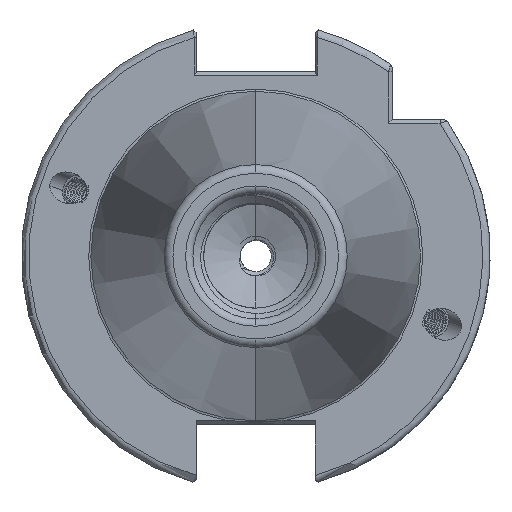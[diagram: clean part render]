
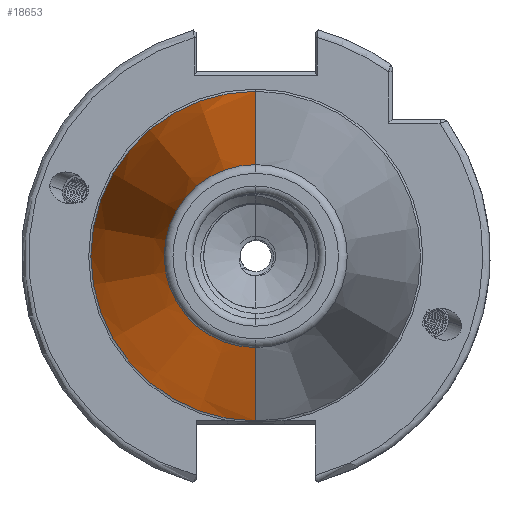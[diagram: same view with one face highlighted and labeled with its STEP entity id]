
A CAD part, left-side view. The second image highlights one B-rep face of the part: STEP entity #18653.
In plain terms, the highlighted conical face has half-angle 8.297 degrees and reference radius 22.692 mm.
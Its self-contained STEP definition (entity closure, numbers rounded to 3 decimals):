
#913 = DIRECTION ( 'NONE',  ( 1., 0., 0. ) ) ;
#916 = CARTESIAN_POINT ( 'NONE',  ( 0., 0., 0. ) ) ;
#920 = DIRECTION ( 'NONE',  ( 0., 0., -1. ) ) ;
#6275 = ORIENTED_EDGE ( 'NONE', *, *, #10371, .F. ) ;
#6284 = ORIENTED_EDGE ( 'NONE', *, *, #18237, .T. ) ;
#6309 = ORIENTED_EDGE ( 'NONE', *, *, #10355, .F. ) ;
#6310 = ORIENTED_EDGE ( 'NONE', *, *, #10324, .T. ) ;
#8198 = CARTESIAN_POINT ( 'NONE',  ( -2.5, 0., -22.327 ) ) ;
#9264 = LINE ( 'NONE', #11944, #9273 ) ;
#9273 = VECTOR ( 'NONE', #11890, 1000. ) ;
#10293 = AXIS2_PLACEMENT_3D ( 'NONE', #12165, #12129, #12154 ) ;
#10324 = EDGE_CURVE ( 'NONE', #17574, #18125, #9264, .T. ) ;
#10355 = EDGE_CURVE ( 'NONE', #17670, #19057, #12905, .T. ) ;
#10371 = EDGE_CURVE ( 'NONE', #19057, #18125, #12932, .T. ) ;
#11890 = DIRECTION ( 'NONE',  ( 0.99, 0., 0.144 ) ) ;
#11944 = CARTESIAN_POINT ( 'NONE',  ( 0., 0., 22.692 ) ) ;
#12069 = DIRECTION ( 'NONE',  ( 0.99, 0., -0.144 ) ) ;
#12073 = CARTESIAN_POINT ( 'NONE',  ( 0., 0., -22.692 ) ) ;
#12129 = DIRECTION ( 'NONE',  ( 1., 0., 0. ) ) ;
#12154 = DIRECTION ( 'NONE',  ( 0., 0., -1. ) ) ;
#12165 = CARTESIAN_POINT ( 'NONE',  ( -2.5, 0., 0. ) ) ;
#12231 = CARTESIAN_POINT ( 'NONE',  ( -70.573, 0., 12.4 ) ) ;
#12241 = CARTESIAN_POINT ( 'NONE',  ( -70.573, 0., -12.4 ) ) ;
#12905 = LINE ( 'NONE', #12073, #12918 ) ;
#12918 = VECTOR ( 'NONE', #12069, 1000. ) ;
#12932 = CIRCLE ( 'NONE', #10293, 22.327 ) ;
#13002 = CIRCLE ( 'NONE', #14730, 12.4 ) ;
#13397 = FACE_OUTER_BOUND ( 'NONE', #19125, .T. ) ;
#13425 = CONICAL_SURFACE ( 'NONE', #14828, 22.692, 0.145 ) ;
#14051 = DIRECTION ( 'NONE',  ( 0., 0., 1. ) ) ;
#14071 = CARTESIAN_POINT ( 'NONE',  ( -70.573, 0., 0. ) ) ;
#14085 = DIRECTION ( 'NONE',  ( 1., 0., 0. ) ) ;
#14368 = CARTESIAN_POINT ( 'NONE',  ( -2.5, 0., 22.327 ) ) ;
#14730 = AXIS2_PLACEMENT_3D ( 'NONE', #14071, #14085, #14051 ) ;
#14828 = AXIS2_PLACEMENT_3D ( 'NONE', #916, #913, #920 ) ;
#17574 = VERTEX_POINT ( 'NONE', #12231 ) ;
#17670 = VERTEX_POINT ( 'NONE', #12241 ) ;
#18125 = VERTEX_POINT ( 'NONE', #14368 ) ;
#18237 = EDGE_CURVE ( 'NONE', #17670, #17574, #13002, .T. ) ;
#18653 = ADVANCED_FACE ( 'NONE', ( #13397 ), #13425, .T. ) ;
#19057 = VERTEX_POINT ( 'NONE', #8198 ) ;
#19125 = EDGE_LOOP ( 'NONE', ( #6284, #6310, #6275, #6309 ) ) ;
